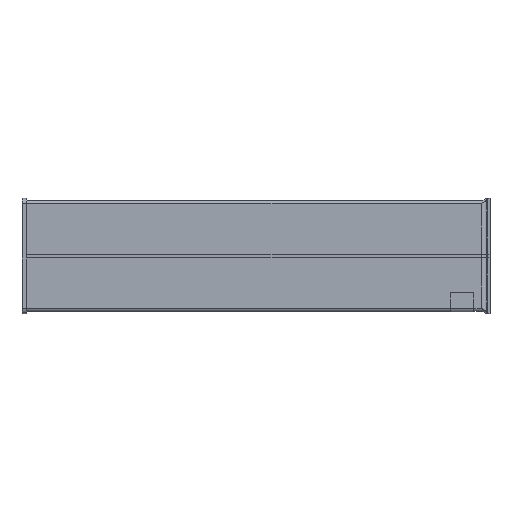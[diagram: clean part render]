
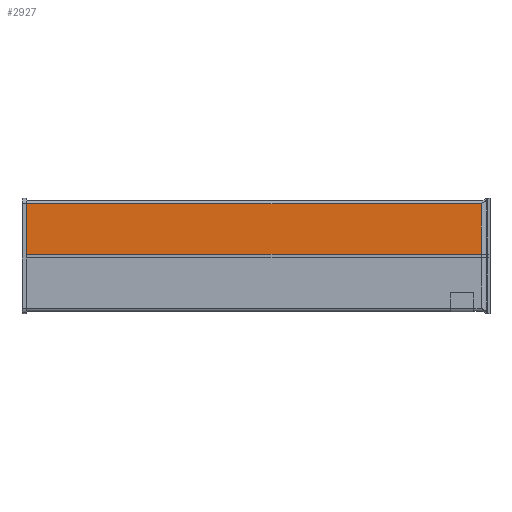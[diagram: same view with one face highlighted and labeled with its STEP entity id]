
A CAD part, top view. The second image highlights one B-rep face of the part: STEP entity #2927.
In plain terms, the highlighted planar face has unit normal (0, 0, 1).
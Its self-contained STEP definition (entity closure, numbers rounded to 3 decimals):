
#77 = CARTESIAN_POINT ( 'NONE',  ( 2005., 300., 15. ) ) ;
#102 = ORIENTED_EDGE ( 'NONE', *, *, #884, .T. ) ;
#105 = CARTESIAN_POINT ( 'NONE',  ( 2030.001, 226.5, 15. ) ) ;
#137 = EDGE_LOOP ( 'NONE', ( #2922, #3372, #2729, #102 ) ) ;
#214 = CARTESIAN_POINT ( 'NONE',  ( 1992.407, 300., 15. ) ) ;
#378 = AXIS2_PLACEMENT_3D ( 'NONE', #77, #912, #1149 ) ;
#424 = DIRECTION ( 'NONE',  ( 0., 1., 0. ) ) ;
#498 = CARTESIAN_POINT ( 'NONE',  ( 1992.407, 7.5, 15. ) ) ;
#521 = CARTESIAN_POINT ( 'NONE',  ( 0., 7.5, 15. ) ) ;
#586 = VECTOR ( 'NONE', #2452, 1000. ) ;
#884 = EDGE_CURVE ( 'NONE', #2702, #2638, #3450, .T. ) ;
#912 = DIRECTION ( 'NONE',  ( 0., 0., -1. ) ) ;
#1009 = VECTOR ( 'NONE', #2102, 1000. ) ;
#1100 = LINE ( 'NONE', #521, #3562 ) ;
#1149 = DIRECTION ( 'NONE',  ( -1., 0., 0. ) ) ;
#1167 = PLANE ( 'NONE',  #378 ) ;
#1298 = VERTEX_POINT ( 'NONE', #498 ) ;
#1541 = VECTOR ( 'NONE', #424, 1000. ) ;
#1607 = LINE ( 'NONE', #214, #586 ) ;
#1711 = CARTESIAN_POINT ( 'NONE',  ( 20., 226.5, 15. ) ) ;
#1910 = EDGE_CURVE ( 'NONE', #2156, #2638, #2906, .T. ) ;
#2102 = DIRECTION ( 'NONE',  ( -1., 0., 0. ) ) ;
#2156 = VERTEX_POINT ( 'NONE', #3377 ) ;
#2288 = FACE_OUTER_BOUND ( 'NONE', #137, .T. ) ;
#2378 = CARTESIAN_POINT ( 'NONE',  ( 20., 7.5, 15. ) ) ;
#2452 = DIRECTION ( 'NONE',  ( 0., 1., 0. ) ) ;
#2461 = DIRECTION ( 'NONE',  ( -1., 0., 0. ) ) ;
#2560 = EDGE_CURVE ( 'NONE', #1298, #2156, #1100, .T. ) ;
#2638 = VERTEX_POINT ( 'NONE', #1711 ) ;
#2702 = VERTEX_POINT ( 'NONE', #3185 ) ;
#2729 = ORIENTED_EDGE ( 'NONE', *, *, #3179, .T. ) ;
#2906 = LINE ( 'NONE', #2378, #1541 ) ;
#2922 = ORIENTED_EDGE ( 'NONE', *, *, #1910, .F. ) ;
#2927 = ADVANCED_FACE ( 'NONE', ( #2288 ), #1167, .F. ) ;
#3179 = EDGE_CURVE ( 'NONE', #1298, #2702, #1607, .T. ) ;
#3185 = CARTESIAN_POINT ( 'NONE',  ( 1992.407, 226.5, 15. ) ) ;
#3372 = ORIENTED_EDGE ( 'NONE', *, *, #2560, .F. ) ;
#3377 = CARTESIAN_POINT ( 'NONE',  ( 20., 7.5, 15. ) ) ;
#3450 = LINE ( 'NONE', #105, #1009 ) ;
#3562 = VECTOR ( 'NONE', #2461, 1000. ) ;
